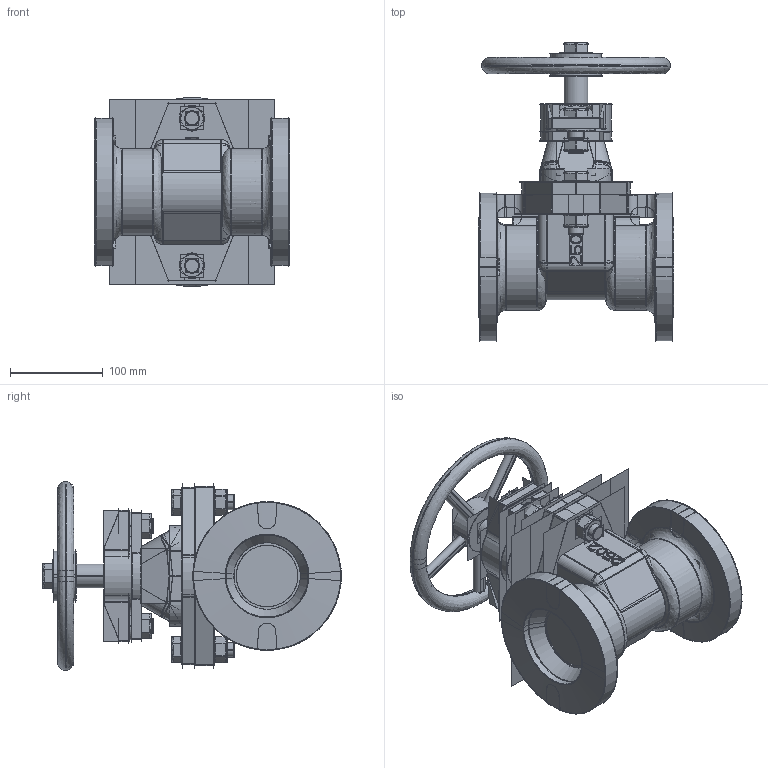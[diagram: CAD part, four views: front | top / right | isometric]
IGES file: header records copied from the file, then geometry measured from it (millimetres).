
Start section:  PTC IGES file: 2_nrs_h_mm_assy_website.igs
Global section: file name: 2_nrs_h_mm_assy_website.igs; native system: Pro/ENGINEER by Parametric Technology Corporation; preprocessor: 2010280; author: smm2; organization: Unknown; date: 20150615.084538; units: inch
Bounding box: 210.37 x 321.44 x 203.2 mm (x, y, z)
Surface area: 951548.3 mm2 (no closed solid volume)
Topology: 0 solids, 0 shells, 1280 faces, 18811 edges, 24566 vertices
Faces by surface type: bspline 770, revolution 510
